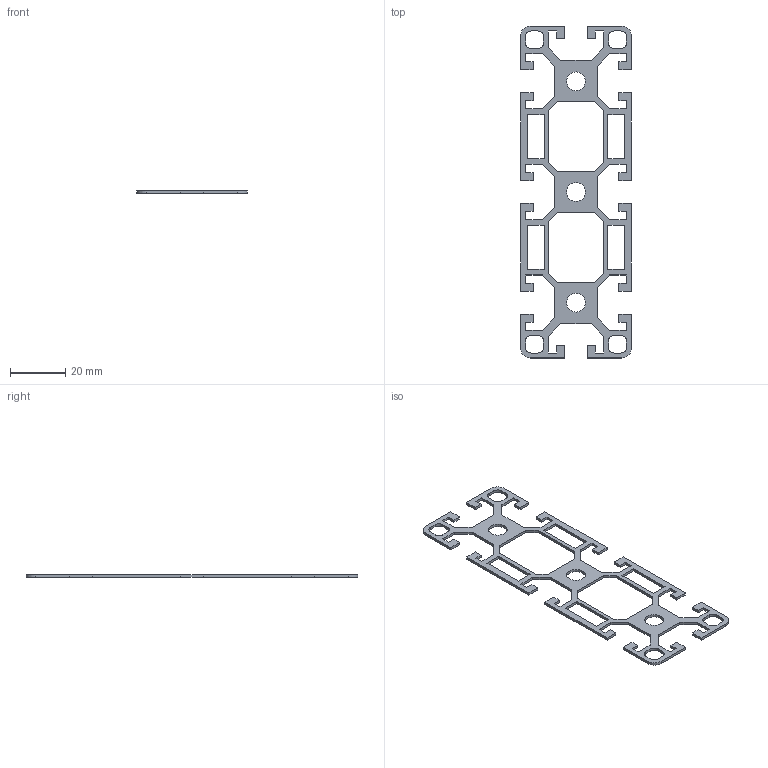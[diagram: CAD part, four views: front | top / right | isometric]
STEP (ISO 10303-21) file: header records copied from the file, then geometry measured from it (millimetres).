
FILE_DESCRIPTION((''),'2;1');
FILE_NAME('SP445_extern.ipt.step','2007-09-10T15:10:05',(''),(''),'Autodesk Inventor 11','Autodesk Inventor 11','');
FILE_SCHEMA(('AUTOMOTIVE_DESIGN { 1 0 10303 214 1 1 1 1 }'));
Length unit declared in the file: millimetre
Products named in the file (1): SP445_extern
Bounding box: 40 x 120 x 1 mm (x, y, z)
Volume: 1656.9 mm3; surface area: 4553.1 mm2
Topology: 1 solids, 1 shells, 189 faces, 564 edges, 377 vertices
Faces by surface type: plane 150, cylinder 20, bspline 19
Entity records: 6340 total; most frequent: CARTESIAN_POINT 1221, ORIENTED_EDGE 1116, DIRECTION 946, EDGE_CURVE 558, VECTOR 512, LINE 512, VERTEX_POINT 374, EDGE_LOOP 218
